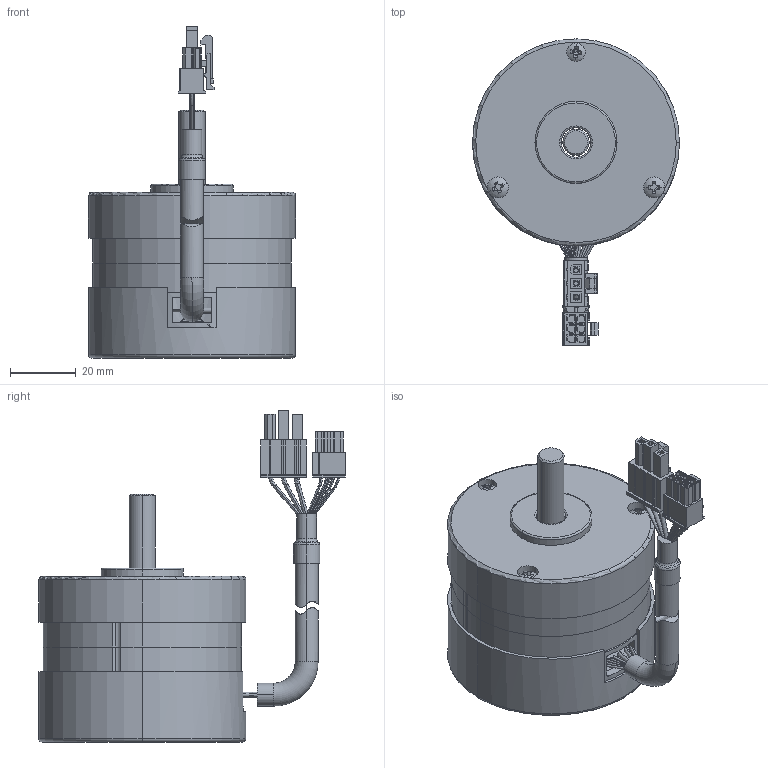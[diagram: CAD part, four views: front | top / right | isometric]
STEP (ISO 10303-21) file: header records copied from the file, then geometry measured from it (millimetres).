
FILE_DESCRIPTION((''),'2;1');
FILE_NAME('4611130001142_1_SW','2023-12-19T15:58:51',('TQ01065'),(''),'CREO PARAMETRIC BY PTC INC, 2018100','CREO PARAMETRIC BY PTC INC, 2018100','');
FILE_SCHEMA(('AUTOMOTIVE_DESIGN { 1 0 10303 214 1 1 1 1 }'));
Length unit declared in the file: millimetre
Products named in the file (1): 4611130001142_1_SW
Bounding box: 63 x 93.25 x 101 mm (x, y, z)
Surface area: 39643.4 mm2 (no closed solid volume)
Topology: 0 solids, 25 shells, 469 faces, 1809 edges, 1319 vertices
Faces by surface type: plane 240, cylinder 131, extrusion 36, torus 21, cone 19, revolution 12, sphere 6, bspline 4
Entity records: 23043 total; most frequent: CARTESIAN_POINT 7148, DIRECTION 2977, ORIENTED_EDGE 2764, EDGE_CURVE 1807, VERTEX_POINT 1319, VECTOR 1079, LINE 1043, AXIS2_PLACEMENT_3D 943
